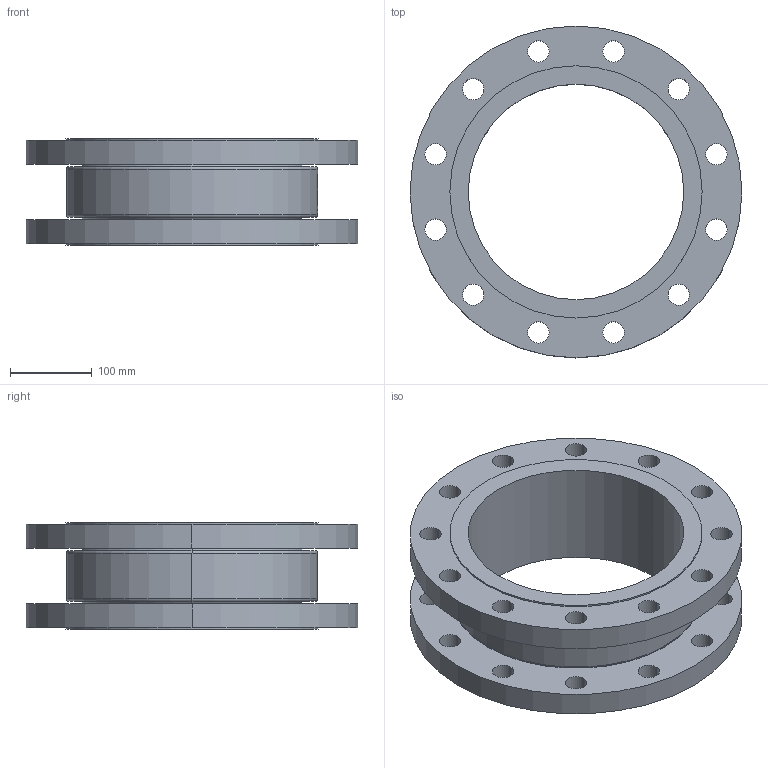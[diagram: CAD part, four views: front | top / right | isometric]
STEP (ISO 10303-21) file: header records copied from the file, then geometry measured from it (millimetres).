
FILE_DESCRIPTION (( 'STEP AP214' ), '1' );
FILE_NAME ('ALPHA-C_DN250_PN16_K-0009816.STEP', '2021-10-21T08:17:58', ( 'axxx' ), ( 'Hewlett-Packard Company' ), 'SwSTEP 2.0', 'SolidWorks 2019', '' );
FILE_SCHEMA (( 'AUTOMOTIVE_DESIGN' ));
Length unit declared in the file: millimetre
Products named in the file (1): ALPHA-C_DN250_PN16_K-0009816
Bounding box: 405 x 405 x 130 mm (x, y, z)
Volume: 5247757.4 mm3; surface area: 607935.1 mm2
Topology: 1 solids, 1 shells, 587 faces, 1583 edges, 1054 vertices
Faces by surface type: plane 274, bspline 212, cylinder 93, torus 8
Entity records: 29834 total; most frequent: CARTESIAN_POINT 16428, ORIENTED_EDGE 3166, DIRECTION 2051, EDGE_CURVE 1583, VERTEX_POINT 1054, VECTOR 841, LINE 841, EDGE_LOOP 693
